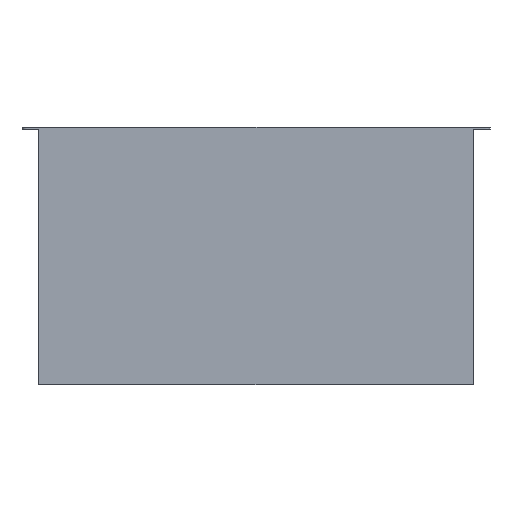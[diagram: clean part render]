
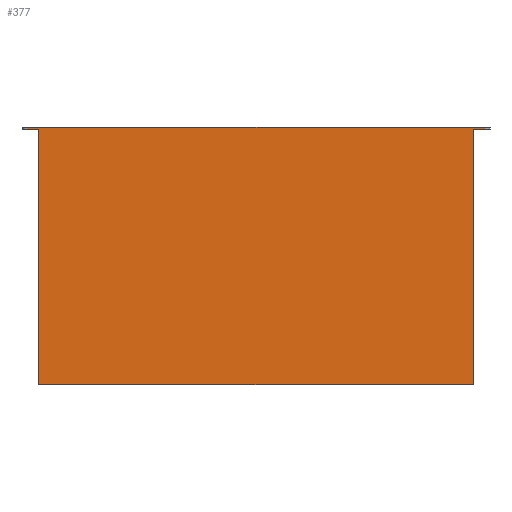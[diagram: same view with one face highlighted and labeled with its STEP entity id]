
A CAD part, top view. The second image highlights one B-rep face of the part: STEP entity #377.
In plain terms, the highlighted planar face has unit normal (0, 0, 1).
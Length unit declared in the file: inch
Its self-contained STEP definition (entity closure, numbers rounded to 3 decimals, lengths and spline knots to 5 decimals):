
#8 = LINE ( 'NONE', #1435, #1317 ) ;
#12 = VERTEX_POINT ( 'NONE', #647 ) ;
#13 = VERTEX_POINT ( 'NONE', #895 ) ;
#15 = DIRECTION ( 'NONE',  ( 1., 0., 0. ) ) ;
#77 = DIRECTION ( 'NONE',  ( 0., -1., 0. ) ) ;
#113 = LINE ( 'NONE', #1015, #907 ) ;
#118 = FACE_OUTER_BOUND ( 'NONE', #587, .T. ) ;
#121 = DIRECTION ( 'NONE',  ( 0., 0., -1. ) ) ;
#130 = VECTOR ( 'NONE', #1143, 39.37008 ) ;
#140 = EDGE_CURVE ( 'NONE', #688, #12, #8, .T. ) ;
#183 = DIRECTION ( 'NONE',  ( 0., -1., 0. ) ) ;
#207 = LINE ( 'NONE', #1164, #130 ) ;
#221 = VECTOR ( 'NONE', #381, 39.37008 ) ;
#225 = LINE ( 'NONE', #1425, #1179 ) ;
#295 = VERTEX_POINT ( 'NONE', #328 ) ;
#297 = CARTESIAN_POINT ( 'NONE',  ( 8.8189, -5.23622, 0.03937 ) ) ;
#326 = VECTOR ( 'NONE', #77, 39.37008 ) ;
#328 = CARTESIAN_POINT ( 'NONE',  ( 8.8189, 5.15748, 0.03937 ) ) ;
#353 = CARTESIAN_POINT ( 'NONE',  ( 0., 0., 0.03937 ) ) ;
#377 = ADVANCED_FACE ( 'NONE', ( #118 ), #1634, .F. ) ;
#381 = DIRECTION ( 'NONE',  ( -1., 0., 0. ) ) ;
#400 = CARTESIAN_POINT ( 'NONE',  ( 9.31102, 5.23622, 0.03937 ) ) ;
#424 = LINE ( 'NONE', #297, #1278 ) ;
#480 = CARTESIAN_POINT ( 'NONE',  ( -9.31102, 5.15748, 0.03937 ) ) ;
#533 = DIRECTION ( 'NONE',  ( 1., 0., 0. ) ) ;
#537 = LINE ( 'NONE', #1347, #1330 ) ;
#552 = EDGE_CURVE ( 'NONE', #1132, #295, #424, .T. ) ;
#561 = ORIENTED_EDGE ( 'NONE', *, *, #140, .T. ) ;
#564 = VERTEX_POINT ( 'NONE', #573 ) ;
#573 = CARTESIAN_POINT ( 'NONE',  ( -9.31102, 5.15748, 0.03937 ) ) ;
#587 = EDGE_LOOP ( 'NONE', ( #1374, #1565, #1547, #1656, #672, #561, #1333, #691 ) ) ;
#593 = EDGE_CURVE ( 'NONE', #1109, #564, #835, .T. ) ;
#647 = CARTESIAN_POINT ( 'NONE',  ( -8.8189, -5.23622, 0.03937 ) ) ;
#672 = ORIENTED_EDGE ( 'NONE', *, *, #937, .T. ) ;
#688 = VERTEX_POINT ( 'NONE', #1115 ) ;
#691 = ORIENTED_EDGE ( 'NONE', *, *, #552, .T. ) ;
#831 = CARTESIAN_POINT ( 'NONE',  ( 8.8189, -5.23622, 0.03937 ) ) ;
#835 = LINE ( 'NONE', #480, #326 ) ;
#865 = AXIS2_PLACEMENT_3D ( 'NONE', #353, #121, #1499 ) ;
#886 = LINE ( 'NONE', #1144, #221 ) ;
#895 = CARTESIAN_POINT ( 'NONE',  ( 9.31102, 5.15748, 0.03937 ) ) ;
#902 = EDGE_CURVE ( 'NONE', #295, #13, #113, .T. ) ;
#907 = VECTOR ( 'NONE', #15, 39.37008 ) ;
#937 = EDGE_CURVE ( 'NONE', #564, #688, #207, .T. ) ;
#968 = DIRECTION ( 'NONE',  ( 0., 1., 0. ) ) ;
#971 = CARTESIAN_POINT ( 'NONE',  ( -9.31102, 5.23622, 0.03937 ) ) ;
#1015 = CARTESIAN_POINT ( 'NONE',  ( 8.8189, 5.15748, 0.03937 ) ) ;
#1109 = VERTEX_POINT ( 'NONE', #971 ) ;
#1115 = CARTESIAN_POINT ( 'NONE',  ( -8.8189, 5.15748, 0.03937 ) ) ;
#1132 = VERTEX_POINT ( 'NONE', #831 ) ;
#1143 = DIRECTION ( 'NONE',  ( 1., 0., 0. ) ) ;
#1144 = CARTESIAN_POINT ( 'NONE',  ( -8.8189, 5.23622, 0.03937 ) ) ;
#1149 = EDGE_CURVE ( 'NONE', #13, #1371, #537, .T. ) ;
#1164 = CARTESIAN_POINT ( 'NONE',  ( -8.8189, 5.15748, 0.03937 ) ) ;
#1179 = VECTOR ( 'NONE', #533, 39.37008 ) ;
#1189 = DIRECTION ( 'NONE',  ( 0., 1., 0. ) ) ;
#1278 = VECTOR ( 'NONE', #1189, 39.37008 ) ;
#1317 = VECTOR ( 'NONE', #183, 39.37008 ) ;
#1330 = VECTOR ( 'NONE', #968, 39.37008 ) ;
#1333 = ORIENTED_EDGE ( 'NONE', *, *, #1341, .T. ) ;
#1341 = EDGE_CURVE ( 'NONE', #12, #1132, #225, .T. ) ;
#1347 = CARTESIAN_POINT ( 'NONE',  ( 9.31102, 5.23622, 0.03937 ) ) ;
#1371 = VERTEX_POINT ( 'NONE', #400 ) ;
#1374 = ORIENTED_EDGE ( 'NONE', *, *, #902, .T. ) ;
#1425 = CARTESIAN_POINT ( 'NONE',  ( -8.8189, -5.23622, 0.03937 ) ) ;
#1435 = CARTESIAN_POINT ( 'NONE',  ( -8.8189, -5.23622, 0.03937 ) ) ;
#1499 = DIRECTION ( 'NONE',  ( -1., 0., 0. ) ) ;
#1547 = ORIENTED_EDGE ( 'NONE', *, *, #1640, .T. ) ;
#1565 = ORIENTED_EDGE ( 'NONE', *, *, #1149, .T. ) ;
#1634 = PLANE ( 'NONE',  #865 ) ;
#1640 = EDGE_CURVE ( 'NONE', #1371, #1109, #886, .T. ) ;
#1656 = ORIENTED_EDGE ( 'NONE', *, *, #593, .T. ) ;
